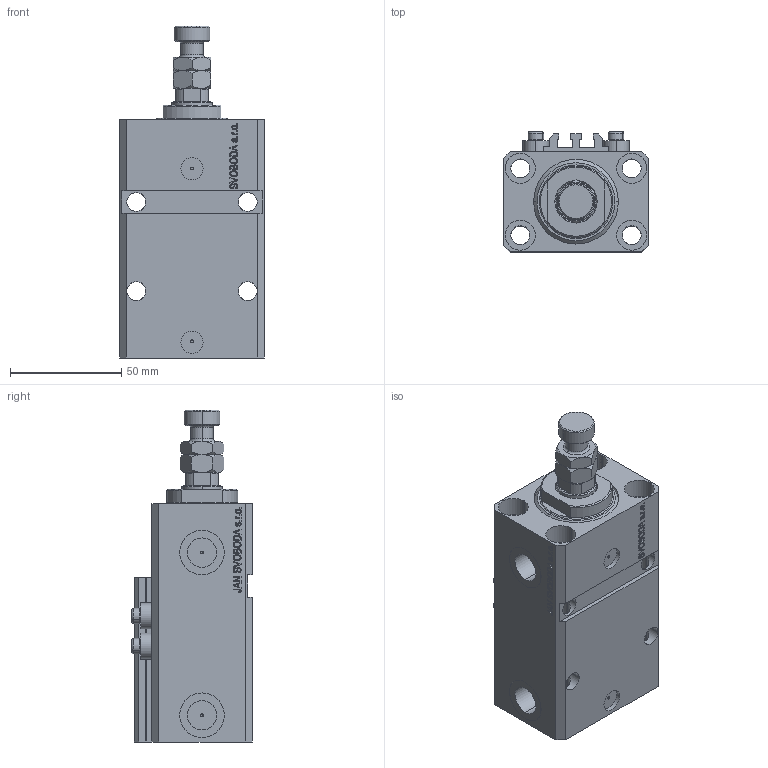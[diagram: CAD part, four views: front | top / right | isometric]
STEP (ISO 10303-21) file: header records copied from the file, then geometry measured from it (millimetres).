
FILE_DESCRIPTION (( 'STEP AP203' ), '1' );
FILE_NAME ('4e10.STEP', '2024-03-19T12:31:02', ( '' ), ( '' ), 'SwSTEP 2.0', 'SolidWorks 2019', '' );
FILE_SCHEMA (( 'CONFIG_CONTROL_DESIGN' ));
Length unit declared in the file: millimetre
Products named in the file (6): ALLEN BOLT V250CE 02b0ef095c69c24d8473b5e60a231d89; V250CE_VC_E 02b0ef095c69c24d8473b5e60a231d89; V250CE_E_Body 02b0ef095c69c24d8473b5e60a231d89; V250CE_C_VCP 02b0ef095c69c24d8473b5e60a231d89; 4e10; MFA 02b0ef095c69c24d8473b5e60a231d89
Assembly tree (8 placements, depth 2):
  4e10
    V250CE_E_Body 02b0ef095c69c24d8473b5e60a231d89
    ALLEN BOLT V250CE 02b0ef095c69c24d8473b5e60a231d89  x4
    V250CE_C_VCP 02b0ef095c69c24d8473b5e60a231d89
    V250CE_VC_E 02b0ef095c69c24d8473b5e60a231d89
    MFA 02b0ef095c69c24d8473b5e60a231d89
Bounding box: 65 x 54 x 149 mm (x, y, z)
Volume: 275209.1 mm3; surface area: 80077.3 mm2
Topology: 9 solids, 9 shells, 1155 faces, 2861 edges, 1834 vertices
Faces by surface type: plane 531, bspline 360, cylinder 162, cone 84, torus 18
Entity records: 49884 total; most frequent: CARTESIAN_POINT 25821, ORIENTED_EDGE 5412, DIRECTION 3616, EDGE_CURVE 2706, VERTEX_POINT 1750, VECTOR 1574, LINE 1574, EDGE_LOOP 1226
